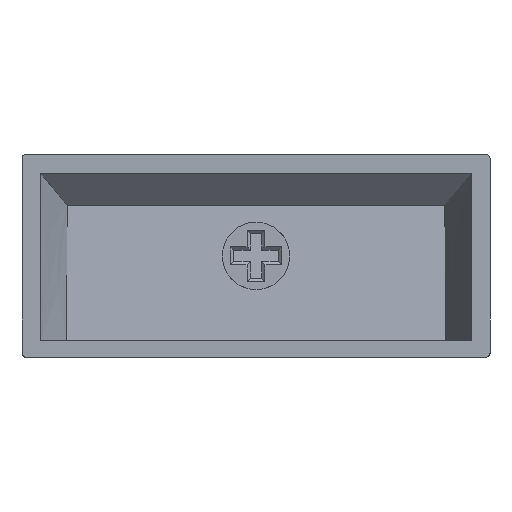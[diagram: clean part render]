
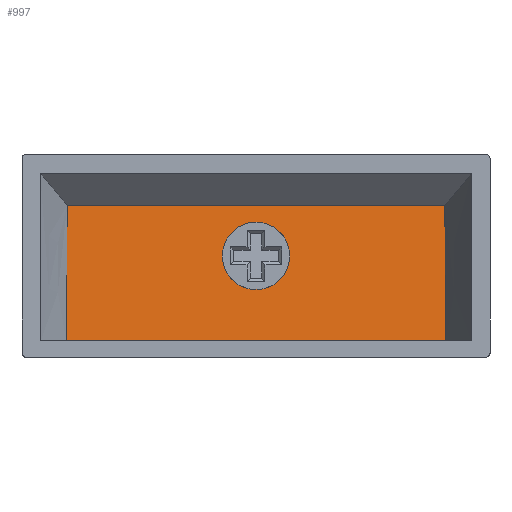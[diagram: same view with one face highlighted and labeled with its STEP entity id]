
A CAD part, front view. The second image highlights one B-rep face of the part: STEP entity #997.
In plain terms, the highlighted planar face has unit normal (0, -0.995, 0.103).
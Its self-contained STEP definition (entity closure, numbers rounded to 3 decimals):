
#21 = CARTESIAN_POINT ( 'NONE',  ( 20.85, 5.747, -6.037 ) ) ;
#28 = CARTESIAN_POINT ( 'NONE',  ( 4.024, 5.9, -4.564 ) ) ;
#50 = CARTESIAN_POINT ( 'NONE',  ( 20.85, 5.123, -12.037 ) ) ;
#83 = B_SPLINE_CURVE_WITH_KNOTS ( 'NONE', 3,
 ( #2711, #1014, #2432, #1176, #306, #716, #728, #1782, #2634, #1592 ),
 .UNSPECIFIED., .F., .F.,
 ( 4, 3, 3, 4 ),
 ( 0., 0.004, 0.008, 0.012 ),
 .UNSPECIFIED. ) ;
#85 = EDGE_CURVE ( 'NONE', #971, #1693, #922, .T. ) ;
#89 = CARTESIAN_POINT ( 'NONE',  ( 0., 5.9, -4.564 ) ) ;
#111 = EDGE_LOOP ( 'NONE', ( #1858, #231 ) ) ;
#158 = DIRECTION ( 'NONE',  ( 1., 0., 0. ) ) ;
#180 = VERTEX_POINT ( 'NONE', #594 ) ;
#183 = DIRECTION ( 'NONE',  ( 1., 0., 0. ) ) ;
#231 = ORIENTED_EDGE ( 'NONE', *, *, #2408, .F. ) ;
#306 = CARTESIAN_POINT ( 'NONE',  ( 3.982, 5.244, -10.872 ) ) ;
#326 = CARTESIAN_POINT ( 'NONE',  ( 0., 4.648, -16.6 ) ) ;
#332 = ORIENTED_EDGE ( 'NONE', *, *, #2256, .F. ) ;
#340 = CARTESIAN_POINT ( 'NONE',  ( 37.723, 5.173, -11.552 ) ) ;
#353 = VECTOR ( 'NONE', #183, 1000. ) ;
#557 = CARTESIAN_POINT ( 'NONE',  ( 37.676, 5.9, -4.564 ) ) ;
#594 = CARTESIAN_POINT ( 'NONE',  ( 20.85, 5.123, -12.037 ) ) ;
#632 = CARTESIAN_POINT ( 'NONE',  ( 26.85, 5.747, -6.037 ) ) ;
#716 = CARTESIAN_POINT ( 'NONE',  ( 3.991, 5.375, -9.61 ) ) ;
#728 = CARTESIAN_POINT ( 'NONE',  ( 3.999, 5.506, -8.349 ) ) ;
#738 = CARTESIAN_POINT ( 'NONE',  ( 37.733, 5.042, -12.814 ) ) ;
#793 = VERTEX_POINT ( 'NONE', #1058 ) ;
#872 = PLANE ( 'NONE',  #2125 ) ;
#900 = CARTESIAN_POINT ( 'NONE',  ( 20.85, 5.123, -12.037 ) ) ;
#922 = LINE ( 'NONE', #89, #1340 ) ;
#928 = VERTEX_POINT ( 'NONE', #1680 ) ;
#971 = VERTEX_POINT ( 'NONE', #28 ) ;
#973 = CARTESIAN_POINT ( 'NONE',  ( 37.705, 5.435, -9.029 ) ) ;
#992 = CARTESIAN_POINT ( 'NONE',  ( 37.742, 4.91, -14.076 ) ) ;
#997 = ADVANCED_FACE ( 'NONE', ( #1873, #1758 ), #872, .F. ) ;
#1014 = CARTESIAN_POINT ( 'NONE',  ( 3.95, 4.803, -15.111 ) ) ;
#1058 = CARTESIAN_POINT ( 'NONE',  ( 3.937, 4.648, -16.6 ) ) ;
#1084 = DIRECTION ( 'NONE',  ( 0., 0.995, -0.103 ) ) ;
#1095 = DIRECTION ( 'NONE',  ( 0., 0.103, 0.995 ) ) ;
#1146 = CARTESIAN_POINT ( 'NONE',  ( 37.763, 4.648, -16.6 ) ) ;
#1150 = ORIENTED_EDGE ( 'NONE', *, *, #1851, .T. ) ;
#1176 = CARTESIAN_POINT ( 'NONE',  ( 3.972, 5.112, -12.133 ) ) ;
#1204 = CARTESIAN_POINT ( 'NONE',  ( 37.685, 5.745, -6.052 ) ) ;
#1340 = VECTOR ( 'NONE', #158, 1000. ) ;
#1355 = ORIENTED_EDGE ( 'NONE', *, *, #1769, .F. ) ;
#1386 = CARTESIAN_POINT ( 'NONE',  ( 37.676, 5.9, -4.564 ) ) ;
#1430 =( BOUNDED_CURVE ( )  B_SPLINE_CURVE ( 3, ( #21, #1697, #1707, #50 ),
 .UNSPECIFIED., .F., .T. ) 
 B_SPLINE_CURVE_WITH_KNOTS ( ( 4, 4 ),
 ( 3.142, 6.283 ),
 .UNSPECIFIED. ) 
 CURVE ( )  GEOMETRIC_REPRESENTATION_ITEM ( )  RATIONAL_B_SPLINE_CURVE ( ( 1., 0.333, 0.333, 1. ) ) 
 REPRESENTATION_ITEM ( '' )  );
#1472 = CARTESIAN_POINT ( 'NONE',  ( 0., 6.306, -0.656 ) ) ;
#1592 = CARTESIAN_POINT ( 'NONE',  ( 4.024, 5.9, -4.564 ) ) ;
#1606 = CARTESIAN_POINT ( 'NONE',  ( 37.752, 4.779, -15.338 ) ) ;
#1648 = ORIENTED_EDGE ( 'NONE', *, *, #85, .F. ) ;
#1680 = CARTESIAN_POINT ( 'NONE',  ( 20.85, 5.747, -6.037 ) ) ;
#1693 = VERTEX_POINT ( 'NONE', #557 ) ;
#1697 = CARTESIAN_POINT ( 'NONE',  ( 14.85, 5.747, -6.037 ) ) ;
#1707 = CARTESIAN_POINT ( 'NONE',  ( 14.85, 5.123, -12.037 ) ) ;
#1758 = FACE_OUTER_BOUND ( 'NONE', #2434, .T. ) ;
#1769 = EDGE_CURVE ( 'NONE', #1693, #2044, #1913, .T. ) ;
#1782 = CARTESIAN_POINT ( 'NONE',  ( 4.008, 5.637, -7.087 ) ) ;
#1794 = CARTESIAN_POINT ( 'NONE',  ( 37.763, 4.648, -16.6 ) ) ;
#1851 = EDGE_CURVE ( 'NONE', #793, #2044, #2036, .T. ) ;
#1858 = ORIENTED_EDGE ( 'NONE', *, *, #2307, .F. ) ;
#1873 = FACE_BOUND ( 'NONE', #111, .T. ) ;
#1876 = CARTESIAN_POINT ( 'NONE',  ( 26.85, 5.123, -12.037 ) ) ;
#1903 = CARTESIAN_POINT ( 'NONE',  ( 20.85, 5.747, -6.037 ) ) ;
#1913 = B_SPLINE_CURVE_WITH_KNOTS ( 'NONE', 3,
 ( #1386, #1204, #2425, #973, #2436, #340, #738, #992, #1606, #1794 ),
 .UNSPECIFIED., .F., .F.,
 ( 4, 3, 3, 4 ),
 ( 0., 0.004, 0.008, 0.012 ),
 .UNSPECIFIED. ) ;
#2036 = LINE ( 'NONE', #326, #353 ) ;
#2044 = VERTEX_POINT ( 'NONE', #1146 ) ;
#2125 = AXIS2_PLACEMENT_3D ( 'NONE', #1472, #1084, #1095 ) ;
#2256 = EDGE_CURVE ( 'NONE', #793, #971, #83, .T. ) ;
#2307 = EDGE_CURVE ( 'NONE', #180, #928, #2438, .T. ) ;
#2408 = EDGE_CURVE ( 'NONE', #928, #180, #1430, .T. ) ;
#2425 = CARTESIAN_POINT ( 'NONE',  ( 37.695, 5.59, -7.54 ) ) ;
#2432 = CARTESIAN_POINT ( 'NONE',  ( 3.961, 4.958, -13.622 ) ) ;
#2434 = EDGE_LOOP ( 'NONE', ( #1355, #1648, #332, #1150 ) ) ;
#2436 = CARTESIAN_POINT ( 'NONE',  ( 37.714, 5.304, -10.29 ) ) ;
#2438 =( BOUNDED_CURVE ( )  B_SPLINE_CURVE ( 3, ( #900, #1876, #632, #1903 ),
 .UNSPECIFIED., .F., .F. ) 
 B_SPLINE_CURVE_WITH_KNOTS ( ( 4, 4 ),
 ( 0., 3.142 ),
 .UNSPECIFIED. ) 
 CURVE ( )  GEOMETRIC_REPRESENTATION_ITEM ( )  RATIONAL_B_SPLINE_CURVE ( ( 1., 0.333, 0.333, 1. ) ) 
 REPRESENTATION_ITEM ( '' )  );
#2634 = CARTESIAN_POINT ( 'NONE',  ( 4.016, 5.769, -5.825 ) ) ;
#2711 = CARTESIAN_POINT ( 'NONE',  ( 3.937, 4.648, -16.6 ) ) ;
